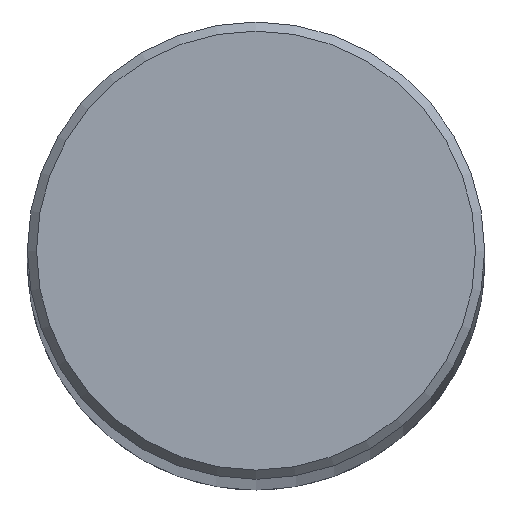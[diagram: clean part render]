
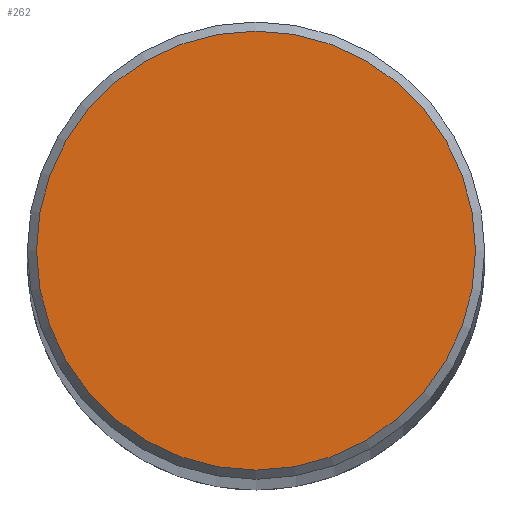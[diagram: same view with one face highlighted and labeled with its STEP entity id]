
A CAD part, top view. The second image highlights one B-rep face of the part: STEP entity #262.
In plain terms, the highlighted planar face has unit normal (0, 0, 1).
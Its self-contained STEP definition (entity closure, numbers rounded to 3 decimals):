
#191=CIRCLE('',#2038,48.);
#262=ADVANCED_FACE('CU_1149_SU_3',(#441),#379,.F.);
#379=PLANE('',#2040);
#441=FACE_OUTER_BOUND('',#534,.T.);
#534=EDGE_LOOP('',(#735));
#735=ORIENTED_EDGE('',*,*,#1459,.T.);
#1275=VERTEX_POINT('',#2873);
#1459=EDGE_CURVE('',#1275,#1275,#191,.T.);
#2038=AXIS2_PLACEMENT_3D('',#2872,#2277,#2278);
#2040=AXIS2_PLACEMENT_3D('',#2875,#2281,#2282);
#2277=DIRECTION('',(0.,0.,1.));
#2278=DIRECTION('',(1.,0.,0.));
#2281=DIRECTION('',(0.,0.,-1.));
#2282=DIRECTION('',(-1.,0.,0.));
#2872=CARTESIAN_POINT('',(0.,0.,0.));
#2873=CARTESIAN_POINT('',(48.,0.,0.));
#2875=CARTESIAN_POINT('',(-48.,0.,0.));
